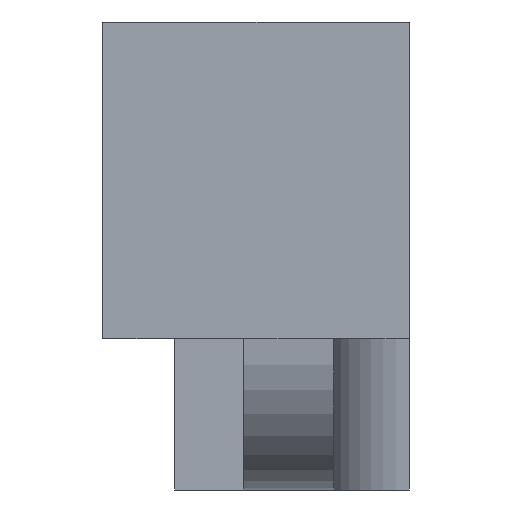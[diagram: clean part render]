
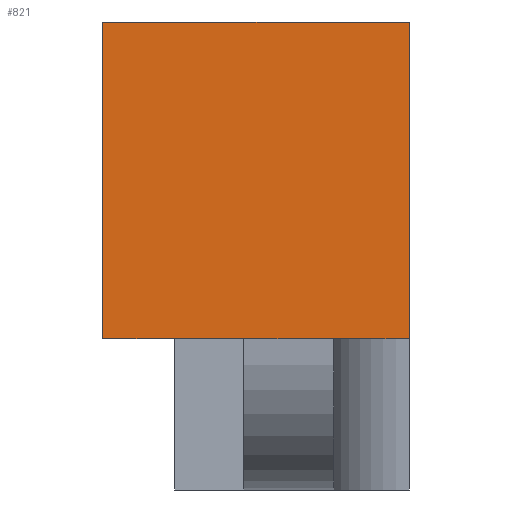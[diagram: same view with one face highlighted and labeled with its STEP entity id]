
A CAD part, left-side view. The second image highlights one B-rep face of the part: STEP entity #821.
In plain terms, the highlighted planar face has unit normal (-1, 0, 0).
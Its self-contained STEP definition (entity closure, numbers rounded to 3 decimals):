
#60=FACE_OUTER_BOUND('',#105,.T.);
#105=EDGE_LOOP('',(#690,#691,#692,#693,#694,#695));
#198=LINE('',#1285,#304);
#205=LINE('',#1298,#311);
#207=LINE('',#1301,#313);
#209=LINE('',#1305,#315);
#214=LINE('',#1319,#320);
#215=LINE('',#1322,#321);
#304=VECTOR('',#1029,10.);
#311=VECTOR('',#1040,10.);
#313=VECTOR('',#1044,10.);
#315=VECTOR('',#1048,10.);
#320=VECTOR('',#1067,10.);
#321=VECTOR('',#1072,10.);
#401=VERTEX_POINT('',#1282);
#402=VERTEX_POINT('',#1284);
#405=VERTEX_POINT('',#1295);
#406=VERTEX_POINT('',#1297);
#407=VERTEX_POINT('',#1303);
#409=VERTEX_POINT('',#1314);
#493=EDGE_CURVE('',#401,#402,#198,.T.);
#500=EDGE_CURVE('',#406,#405,#205,.T.);
#502=EDGE_CURVE('',#405,#402,#207,.T.);
#504=EDGE_CURVE('',#407,#401,#209,.T.);
#512=EDGE_CURVE('',#406,#409,#214,.T.);
#513=EDGE_CURVE('',#409,#407,#215,.T.);
#690=ORIENTED_EDGE('',*,*,#512,.F.);
#691=ORIENTED_EDGE('',*,*,#500,.T.);
#692=ORIENTED_EDGE('',*,*,#502,.T.);
#693=ORIENTED_EDGE('',*,*,#493,.F.);
#694=ORIENTED_EDGE('',*,*,#504,.F.);
#695=ORIENTED_EDGE('',*,*,#513,.F.);
#782=PLANE('',#887);
#821=ADVANCED_FACE('',(#60),#782,.T.);
#887=AXIS2_PLACEMENT_3D('',#1321,#1070,#1071);
#1029=DIRECTION('',(0.,-1.,0.));
#1040=DIRECTION('',(0.,-1.,0.));
#1044=DIRECTION('',(0.,0.,1.));
#1048=DIRECTION('',(0.,0.,1.));
#1067=DIRECTION('',(0.,1.,0.));
#1070=DIRECTION('center_axis',(-1.,0.,0.));
#1071=DIRECTION('ref_axis',(0.,0.,1.));
#1072=DIRECTION('',(0.,1.,0.));
#1282=CARTESIAN_POINT('',(-42.775,32.025,68.));
#1284=CARTESIAN_POINT('',(-42.775,-12.5,68.));
#1285=CARTESIAN_POINT('',(-42.775,-11.975,68.));
#1295=CARTESIAN_POINT('',(-42.775,-12.5,22.));
#1297=CARTESIAN_POINT('',(-42.775,-1.5,22.));
#1298=CARTESIAN_POINT('',(-42.775,32.025,22.));
#1301=CARTESIAN_POINT('',(-42.775,-12.5,66.));
#1303=CARTESIAN_POINT('',(-42.775,32.025,22.));
#1305=CARTESIAN_POINT('',(-42.775,32.025,66.));
#1314=CARTESIAN_POINT('',(-42.775,11.55,22.));
#1319=CARTESIAN_POINT('',(-42.775,10.025,22.));
#1321=CARTESIAN_POINT('Origin',(-42.775,10.025,44.));
#1322=CARTESIAN_POINT('',(-42.775,10.025,22.));
